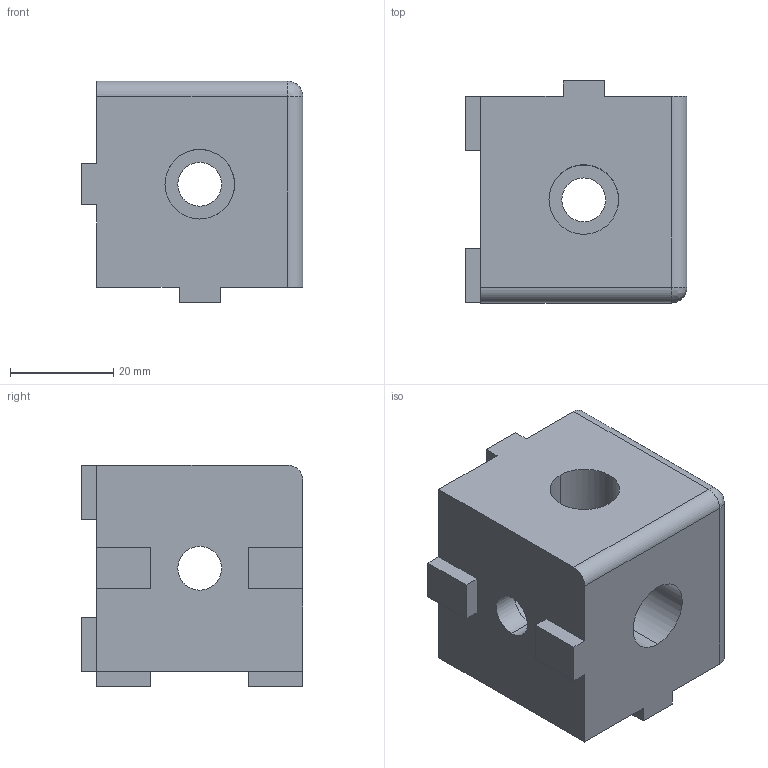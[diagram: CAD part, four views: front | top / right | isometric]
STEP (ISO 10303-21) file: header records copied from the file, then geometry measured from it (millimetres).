
FILE_DESCRIPTION(('STEP AP203'),'2;1');
FILE_NAME('14.151.00.stp','2011-02-14T08:39:37',(''),(''),'2009.3.110','THINKDESIGN','');
FILE_SCHEMA(('CONFIG_CONTROL_DESIGN'));
Length unit declared in the file: millimetre
Bounding box: 43 x 43 x 43 mm (x, y, z)
Volume: 52880.7 mm3; surface area: 13070.7 mm2
Topology: 1 solids, 1 shells, 56 faces, 156 edges, 100 vertices
Faces by surface type: plane 34, cylinder 21, bspline 1
Entity records: 1892 total; most frequent: CARTESIAN_POINT 385, ORIENTED_EDGE 310, DIRECTION 275, EDGE_CURVE 155, VECTOR 105, LINE 105, VERTEX_POINT 100, AXIS2_PLACEMENT_3D 85
